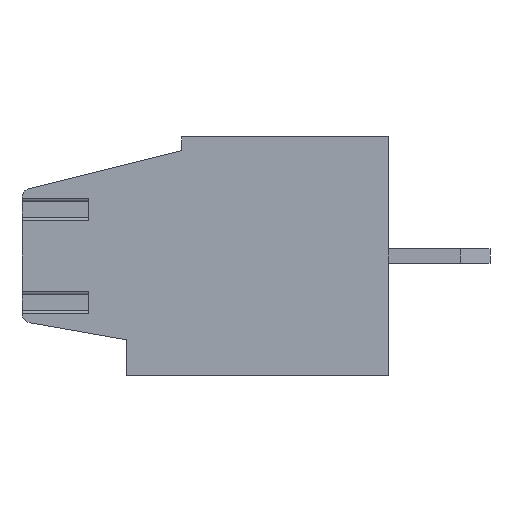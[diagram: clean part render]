
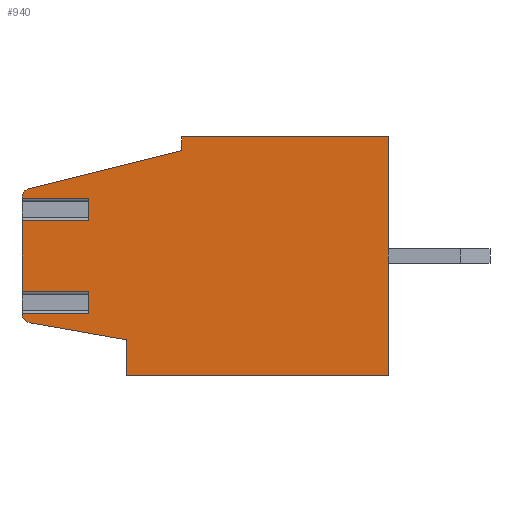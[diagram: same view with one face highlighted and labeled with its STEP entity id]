
A CAD part, left-side view. The second image highlights one B-rep face of the part: STEP entity #940.
In plain terms, the highlighted planar face has unit normal (-1, 0, 0).
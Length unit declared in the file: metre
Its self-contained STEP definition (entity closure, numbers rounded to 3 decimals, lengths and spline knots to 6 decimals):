
#940=ADVANCED_FACE('',(#2067),#2068,.F.);
#2067=FACE_OUTER_BOUND('',#3340,.T.);
#2068=PLANE('',#3341);
#3340=EDGE_LOOP('',(#6269,#6270,#6271,#6272,#6273,#6274,#6275,#6276,#6277,#6278,#6279,#6280,#6281,#6282,#6283,#6284,#6285,#6286));
#3341=AXIS2_PLACEMENT_3D('',#6287,#6288,#6289);
#6269=ORIENTED_EDGE('',*,*,#8643,.F.);
#6270=ORIENTED_EDGE('',*,*,#8294,.F.);
#6271=ORIENTED_EDGE('',*,*,#8632,.F.);
#6272=ORIENTED_EDGE('',*,*,#8201,.T.);
#6273=ORIENTED_EDGE('',*,*,#8326,.F.);
#6274=ORIENTED_EDGE('',*,*,#8221,.F.);
#6275=ORIENTED_EDGE('',*,*,#8644,.F.);
#6276=ORIENTED_EDGE('',*,*,#8011,.T.);
#6277=ORIENTED_EDGE('',*,*,#8645,.F.);
#6278=ORIENTED_EDGE('',*,*,#8646,.F.);
#6279=ORIENTED_EDGE('',*,*,#7990,.F.);
#6280=ORIENTED_EDGE('',*,*,#8576,.F.);
#6281=ORIENTED_EDGE('',*,*,#8422,.F.);
#6282=ORIENTED_EDGE('',*,*,#8647,.F.);
#6283=ORIENTED_EDGE('',*,*,#8045,.F.);
#6284=ORIENTED_EDGE('',*,*,#8648,.F.);
#6285=ORIENTED_EDGE('',*,*,#8649,.F.);
#6286=ORIENTED_EDGE('',*,*,#8543,.F.);
#6287=CARTESIAN_POINT('',(0.0,0.0123,-0.006098));
#6288=DIRECTION('',(1.0,0.,0.));
#6289=DIRECTION('',(0.,1.0,0.));
#7990=EDGE_CURVE('',#9837,#9833,#9839,.T.);
#8011=EDGE_CURVE('',#9868,#9866,#9869,.T.);
#8045=EDGE_CURVE('',#9921,#9923,#9924,.T.);
#8201=EDGE_CURVE('',#10158,#10156,#10159,.T.);
#8221=EDGE_CURVE('',#10186,#10184,#10188,.T.);
#8294=EDGE_CURVE('',#10296,#10291,#10298,.T.);
#8326=EDGE_CURVE('',#10184,#10156,#10350,.T.);
#8422=EDGE_CURVE('',#10489,#10491,#10492,.T.);
#8543=EDGE_CURVE('',#10651,#10646,#10653,.T.);
#8576=EDGE_CURVE('',#10491,#9837,#10694,.T.);
#8632=EDGE_CURVE('',#10158,#10296,#10758,.T.);
#8643=EDGE_CURVE('',#10291,#10651,#10770,.T.);
#8644=EDGE_CURVE('',#9868,#10186,#10771,.T.);
#8645=EDGE_CURVE('',#10772,#9866,#10773,.T.);
#8646=EDGE_CURVE('',#9833,#10772,#10774,.T.);
#8647=EDGE_CURVE('',#9923,#10489,#10775,.T.);
#8648=EDGE_CURVE('',#10776,#9921,#10777,.T.);
#8649=EDGE_CURVE('',#10646,#10776,#10778,.T.);
#9833=VERTEX_POINT('',#12455);
#9837=VERTEX_POINT('',#12461);
#9839=LINE('',#12464,#12465);
#9866=VERTEX_POINT('',#12501);
#9868=VERTEX_POINT('',#12503);
#9869=LINE('',#12504,#12505);
#9921=VERTEX_POINT('',#12580);
#9923=VERTEX_POINT('',#12583);
#9924=LINE('',#12584,#12585);
#10156=VERTEX_POINT('',#12920);
#10158=VERTEX_POINT('',#12922);
#10159=LINE('',#12923,#12924);
#10184=VERTEX_POINT('',#12968);
#10186=VERTEX_POINT('',#12970);
#10188=LINE('',#12972,#12973);
#10291=VERTEX_POINT('',#13140);
#10296=VERTEX_POINT('',#13146);
#10298=LINE('',#13148,#13149);
#10350=LINE('',#13222,#13223);
#10489=VERTEX_POINT('',#13431);
#10491=VERTEX_POINT('',#13434);
#10492=LINE('',#13435,#13436);
#10646=VERTEX_POINT('',#13690);
#10651=VERTEX_POINT('',#13696);
#10653=CIRCLE('',#13699,0.0003);
#10694=LINE('',#13760,#13761);
#10758=LINE('',#13848,#13849);
#10770=LINE('',#13867,#13868);
#10771=LINE('',#13869,#13870);
#10772=VERTEX_POINT('',#13871);
#10773=LINE('',#13872,#13873);
#10774=CIRCLE('',#13874,0.0003);
#10775=LINE('',#13875,#13876);
#10776=VERTEX_POINT('',#13877);
#10777=LINE('',#13878,#13879);
#10778=LINE('',#13880,#13881);
#12455=CARTESIAN_POINT('',(0.0,0.012352,-0.006394));
#12461=CARTESIAN_POINT('',(0.0,0.009,-0.006985));
#12464=CARTESIAN_POINT('',(0.0,0.012352,-0.006394));
#12465=VECTOR('',#14890,1.0);
#12501=CARTESIAN_POINT('',(0.,0.0126,-0.006095));
#12503=CARTESIAN_POINT('',(0.,0.0103,-0.006095));
#12504=CARTESIAN_POINT('',(0.,0.0103,-0.006095));
#12505=VECTOR('',#14912,1.0);
#12580=CARTESIAN_POINT('',(0.0,0.0071,0.0));
#12583=CARTESIAN_POINT('',(0.0,0.0,0.0));
#12584=CARTESIAN_POINT('',(0.0,0.0,0.0));
#12585=VECTOR('',#14949,1.0);
#12920=CARTESIAN_POINT('',(0.,0.0126,-0.002888));
#12922=CARTESIAN_POINT('',(0.,0.0103,-0.002888));
#12923=CARTESIAN_POINT('',(0.,0.0103,-0.002888));
#12924=VECTOR('',#15103,1.0);
#12968=CARTESIAN_POINT('',(0.,0.0126,-0.005312));
#12970=CARTESIAN_POINT('',(0.,0.0103,-0.005312));
#12972=CARTESIAN_POINT('',(0.,0.0103,-0.005312));
#12973=VECTOR('',#15128,1.0);
#13140=CARTESIAN_POINT('',(0.,0.0126,-0.002105));
#13146=CARTESIAN_POINT('',(0.,0.0103,-0.002105));
#13148=CARTESIAN_POINT('',(0.,0.0103,-0.002105));
#13149=VECTOR('',#15208,1.0);
#13222=CARTESIAN_POINT('',(0.0,0.0126,-0.002084));
#13223=VECTOR('',#15248,1.0);
#13431=CARTESIAN_POINT('',(0.0,0.0,-0.0082));
#13434=CARTESIAN_POINT('',(0.0,0.009,-0.0082));
#13435=CARTESIAN_POINT('',(0.0,0.009,-0.0082));
#13436=VECTOR('',#15384,1.0);
#13690=CARTESIAN_POINT('',(0.0,0.012373,-0.001793));
#13696=CARTESIAN_POINT('',(0.0,0.0126,-0.002084));
#13699=AXIS2_PLACEMENT_3D('',#15485,#15486,#15487);
#13760=CARTESIAN_POINT('',(0.0,0.009,-0.006985));
#13761=VECTOR('',#15514,1.0);
#13848=CARTESIAN_POINT('',(0.,0.0103,-0.002105));
#13849=VECTOR('',#15553,1.0);
#13867=CARTESIAN_POINT('',(0.0,0.0126,-0.002084));
#13868=VECTOR('',#15560,1.0);
#13869=CARTESIAN_POINT('',(0.,0.0103,-0.005312));
#13870=VECTOR('',#15561,1.0);
#13871=CARTESIAN_POINT('',(0.0,0.0126,-0.006098));
#13872=CARTESIAN_POINT('',(0.0,0.0126,-0.002084));
#13873=VECTOR('',#15562,1.0);
#13874=AXIS2_PLACEMENT_3D('',#15563,#15564,#15565);
#13875=CARTESIAN_POINT('',(0.0,0.0,-0.0082));
#13876=VECTOR('',#15566,1.0);
#13877=CARTESIAN_POINT('',(0.0,0.0071,-0.000479));
#13878=CARTESIAN_POINT('',(0.0,0.0071,0.0));
#13879=VECTOR('',#15567,1.0);
#13880=CARTESIAN_POINT('',(0.0,0.0071,-0.000479));
#13881=VECTOR('',#15568,1.0);
#14890=DIRECTION('',(0.,0.985,0.174));
#14912=DIRECTION('',(0.0,1.0,0.0));
#14949=DIRECTION('',(0.,-1.0,0.));
#15103=DIRECTION('',(0.0,1.0,0.0));
#15128=DIRECTION('',(0.0,1.0,0.0));
#15208=DIRECTION('',(0.0,1.0,0.0));
#15248=DIRECTION('',(0.,0.,1.0));
#15384=DIRECTION('',(0.,1.0,0.));
#15485=CARTESIAN_POINT('',(0.0,0.0123,-0.002084));
#15486=DIRECTION('',(1.0,0.,0.));
#15487=DIRECTION('',(0.,-0.788,-0.616));
#15514=DIRECTION('',(0.,0.,1.0));
#15553=DIRECTION('',(0.,0.,1.0));
#15560=DIRECTION('',(0.,0.,1.0));
#15561=DIRECTION('',(0.,0.,1.0));
#15562=DIRECTION('',(0.,0.,1.0));
#15563=CARTESIAN_POINT('',(0.0,0.0123,-0.006098));
#15564=DIRECTION('',(1.0,0.,0.));
#15565=DIRECTION('',(0.,-0.766,0.643));
#15566=DIRECTION('',(0.,0.,-1.0));
#15567=DIRECTION('',(0.,0.,1.0));
#15568=DIRECTION('',(0.,-0.97,0.242));
